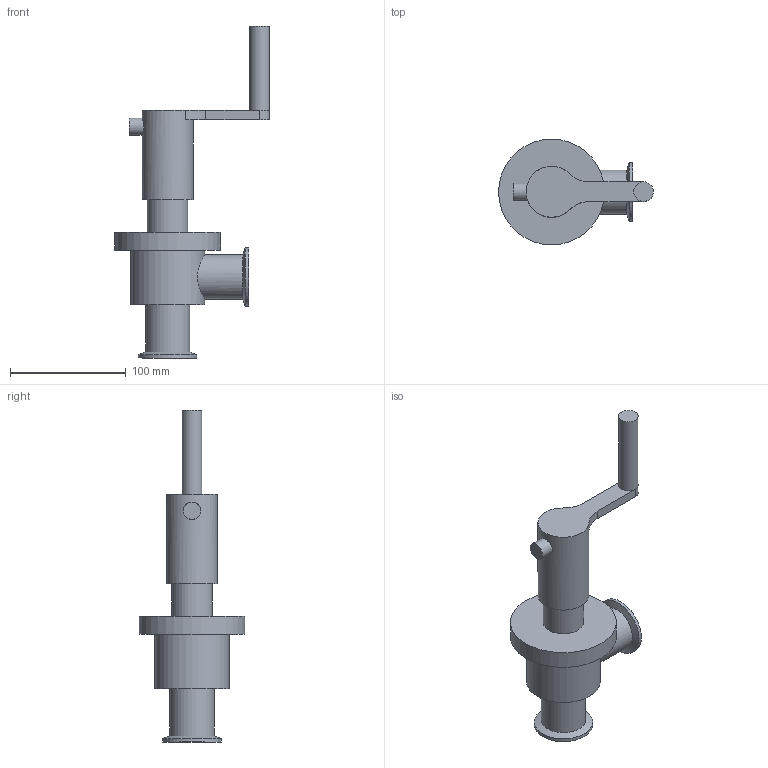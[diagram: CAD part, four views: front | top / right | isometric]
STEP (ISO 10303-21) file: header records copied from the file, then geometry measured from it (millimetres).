
FILE_DESCRIPTION(/* description */ (''),/* implementation_level */ '2;1');
FILE_NAME(/* name */ 'WLM_C_15.stp',/* time_stamp */ '2021-08-19T18:04:41+09:00',/* author */ ('m'),/* organization */ (''),/* preprocessor_version */ 'ST-DEVELOPER v18.1',/* originating_system */ 'Autodesk Inventor 2021',/* authorisation */ '');
FILE_SCHEMA (('AUTOMOTIVE_DESIGN { 1 0 10303 214 3 1 1 }'));
Length unit declared in the file: millimetre
Products named in the file (1): WLM_C_15
Bounding box: 133.75 x 91.5 x 286.85 mm (x, y, z)
Volume: 443670.6 mm3; surface area: 75428.9 mm2
Topology: 3 solids, 3 shells, 33 faces, 61 edges, 40 vertices
Faces by surface type: cylinder 16, plane 15, cone 2
Full cylindrical faces by diameter (mm): 15 x1, 17 x1, 35 x1, 35.7 x2, 38.1 x2, 44 x1, 50.5 x2, 64 x1, 91.5 x1
Entity records: 1012 total; most frequent: CARTESIAN_POINT 294, DIRECTION 151, ORIENTED_EDGE 122, AXIS2_PLACEMENT_3D 63, EDGE_CURVE 61, VERTEX_POINT 40, EDGE_LOOP 39, FACE_OUTER_BOUND 33
